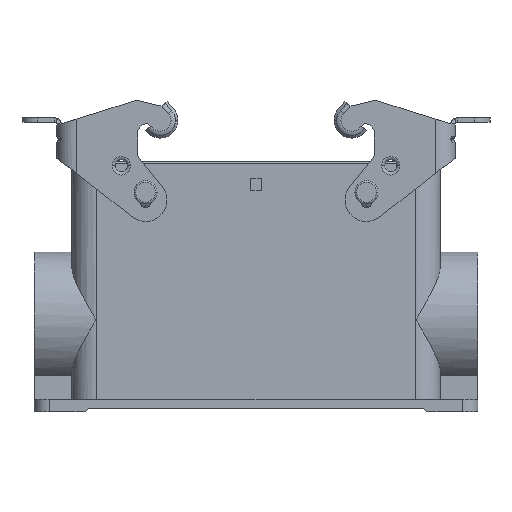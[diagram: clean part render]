
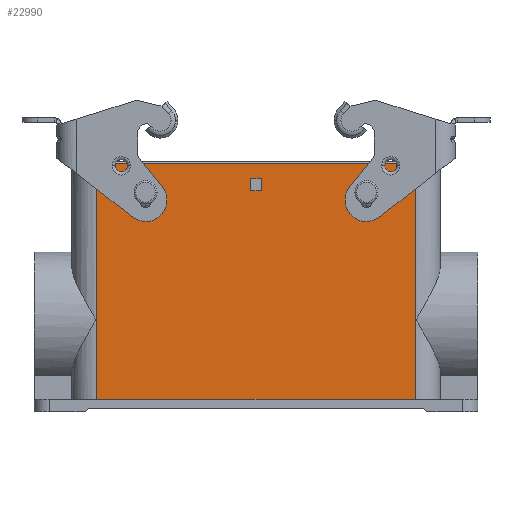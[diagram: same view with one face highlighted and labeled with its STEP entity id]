
A CAD part, front view. The second image highlights one B-rep face of the part: STEP entity #22990.
In plain terms, the highlighted planar face has unit normal (0, -1, 0).
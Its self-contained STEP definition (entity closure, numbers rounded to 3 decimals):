
#218 = AXIS2_PLACEMENT_3D ( 'NONE', #25931, #12962, #7908 ) ;
#436 = CARTESIAN_POINT ( 'NONE',  ( -52., -22., 4. ) ) ;
#475 = FACE_BOUND ( 'NONE', #29621, .T. ) ;
#604 = CARTESIAN_POINT ( 'NONE',  ( 1.75, -22., 76. ) ) ;
#998 = EDGE_CURVE ( 'NONE', #8259, #16394, #14821, .T. ) ;
#1816 = CARTESIAN_POINT ( 'NONE',  ( 34.25, -22., 71.5 ) ) ;
#2203 = ORIENTED_EDGE ( 'NONE', *, *, #30984, .F. ) ;
#2492 = EDGE_LOOP ( 'NONE', ( #6032, #14513 ) ) ;
#3588 = LINE ( 'NONE', #22108, #32973 ) ;
#3638 = VERTEX_POINT ( 'NONE', #29563 ) ;
#3777 = PLANE ( 'NONE',  #6650 ) ;
#4249 = ORIENTED_EDGE ( 'NONE', *, *, #31840, .T. ) ;
#4921 = VECTOR ( 'NONE', #12201, 1000. ) ;
#5202 = EDGE_CURVE ( 'NONE', #16394, #27634, #3588, .T. ) ;
#5665 = EDGE_CURVE ( 'NONE', #5898, #30925, #6493, .T. ) ;
#5898 = VERTEX_POINT ( 'NONE', #12932 ) ;
#6032 = ORIENTED_EDGE ( 'NONE', *, *, #16203, .T. ) ;
#6493 = LINE ( 'NONE', #9140, #8824 ) ;
#6650 = AXIS2_PLACEMENT_3D ( 'NONE', #33019, #24419, #11483 ) ;
#7100 = ORIENTED_EDGE ( 'NONE', *, *, #5665, .T. ) ;
#7603 = CARTESIAN_POINT ( 'NONE',  ( 37.75, -22., 71.5 ) ) ;
#7908 = DIRECTION ( 'NONE',  ( 0., 0., 1. ) ) ;
#7959 = EDGE_LOOP ( 'NONE', ( #20511, #32116 ) ) ;
#8259 = VERTEX_POINT ( 'NONE', #21077 ) ;
#8679 = EDGE_LOOP ( 'NONE', ( #2203, #15293, #20990, #22112 ) ) ;
#8720 = ORIENTED_EDGE ( 'NONE', *, *, #24283, .T. ) ;
#8824 = VECTOR ( 'NONE', #9308, 1000. ) ;
#8825 = VERTEX_POINT ( 'NONE', #15217 ) ;
#9008 = VERTEX_POINT ( 'NONE', #30262 ) ;
#9140 = CARTESIAN_POINT ( 'NONE',  ( -52., -22., 76. ) ) ;
#9308 = DIRECTION ( 'NONE',  ( 1., 0., 0. ) ) ;
#9505 = VERTEX_POINT ( 'NONE', #33517 ) ;
#9739 = CARTESIAN_POINT ( 'NONE',  ( 52., -22., 4. ) ) ;
#10913 = CARTESIAN_POINT ( 'NONE',  ( 52., -22., 81.5 ) ) ;
#11317 = FACE_OUTER_BOUND ( 'NONE', #8679, .T. ) ;
#11483 = DIRECTION ( 'NONE',  ( -1., 0., 0. ) ) ;
#11642 = FACE_BOUND ( 'NONE', #2492, .T. ) ;
#11860 = CARTESIAN_POINT ( 'NONE',  ( -52., -22., 81. ) ) ;
#11920 = LINE ( 'NONE', #16802, #31340 ) ;
#12148 = DIRECTION ( 'NONE',  ( 0., -1., 0. ) ) ;
#12201 = DIRECTION ( 'NONE',  ( -1., 0., 0. ) ) ;
#12375 = EDGE_CURVE ( 'NONE', #9008, #9505, #30511, .T. ) ;
#12846 = LINE ( 'NONE', #23528, #24160 ) ;
#12932 = CARTESIAN_POINT ( 'NONE',  ( -1.75, -22., 76. ) ) ;
#12962 = DIRECTION ( 'NONE',  ( 0., 1., 0. ) ) ;
#13482 = DIRECTION ( 'NONE',  ( 0., 0., 1. ) ) ;
#13609 = EDGE_CURVE ( 'NONE', #3638, #8825, #30852, .T. ) ;
#13915 = AXIS2_PLACEMENT_3D ( 'NONE', #20516, #12148, #22810 ) ;
#13961 = CARTESIAN_POINT ( 'NONE',  ( 36., -22., 71.5 ) ) ;
#14184 = CARTESIAN_POINT ( 'NONE',  ( -52., -22., 81. ) ) ;
#14513 = ORIENTED_EDGE ( 'NONE', *, *, #28140, .T. ) ;
#14821 = LINE ( 'NONE', #11860, #4921 ) ;
#15062 = VECTOR ( 'NONE', #22442, 1000. ) ;
#15217 = CARTESIAN_POINT ( 'NONE',  ( -34.25, -22., 71.5 ) ) ;
#15293 = ORIENTED_EDGE ( 'NONE', *, *, #998, .T. ) ;
#15466 = ORIENTED_EDGE ( 'NONE', *, *, #12375, .F. ) ;
#15702 = AXIS2_PLACEMENT_3D ( 'NONE', #21534, #23987, #13482 ) ;
#16203 = EDGE_CURVE ( 'NONE', #22189, #33373, #34280, .T. ) ;
#16363 = FACE_BOUND ( 'NONE', #7959, .T. ) ;
#16394 = VERTEX_POINT ( 'NONE', #14184 ) ;
#16489 = LINE ( 'NONE', #10913, #22987 ) ;
#16802 = CARTESIAN_POINT ( 'NONE',  ( 1.75, -22., 4. ) ) ;
#17954 = CARTESIAN_POINT ( 'NONE',  ( -1.75, -22., 4. ) ) ;
#18258 = EDGE_CURVE ( 'NONE', #28449, #27634, #12846, .T. ) ;
#19599 = DIRECTION ( 'NONE',  ( 0., 0., -1. ) ) ;
#20511 = ORIENTED_EDGE ( 'NONE', *, *, #13609, .F. ) ;
#20516 = CARTESIAN_POINT ( 'NONE',  ( -36., -22., 71.5 ) ) ;
#20990 = ORIENTED_EDGE ( 'NONE', *, *, #5202, .T. ) ;
#21077 = CARTESIAN_POINT ( 'NONE',  ( 52., -22., 81. ) ) ;
#21534 = CARTESIAN_POINT ( 'NONE',  ( -36., -22., 71.5 ) ) ;
#22108 = CARTESIAN_POINT ( 'NONE',  ( -52., -22., 81.5 ) ) ;
#22112 = ORIENTED_EDGE ( 'NONE', *, *, #18258, .F. ) ;
#22189 = VERTEX_POINT ( 'NONE', #7603 ) ;
#22442 = DIRECTION ( 'NONE',  ( 1., 0., 0. ) ) ;
#22459 = DIRECTION ( 'NONE',  ( 0., 0., -1. ) ) ;
#22810 = DIRECTION ( 'NONE',  ( 0., 0., 1. ) ) ;
#22987 = VECTOR ( 'NONE', #29627, 1000. ) ;
#22990 = ADVANCED_FACE ( 'NONE', ( #475, #11317, #16363, #11642 ), #3777, .F. ) ;
#23528 = CARTESIAN_POINT ( 'NONE',  ( 813., -22., 4. ) ) ;
#23987 = DIRECTION ( 'NONE',  ( 0., -1., 0. ) ) ;
#24160 = VECTOR ( 'NONE', #28963, 1000. ) ;
#24283 = EDGE_CURVE ( 'NONE', #30925, #9505, #11920, .T. ) ;
#24419 = DIRECTION ( 'NONE',  ( 0., 1., 0. ) ) ;
#24827 = DIRECTION ( 'NONE',  ( 0., 0., 1. ) ) ;
#25097 = CIRCLE ( 'NONE', #13915, 1.75 ) ;
#25168 = DIRECTION ( 'NONE',  ( 0., 1., 0. ) ) ;
#25173 = CIRCLE ( 'NONE', #30785, 1.75 ) ;
#25248 = CARTESIAN_POINT ( 'NONE',  ( 813., -22., 72. ) ) ;
#25931 = CARTESIAN_POINT ( 'NONE',  ( 36., -22., 71.5 ) ) ;
#26061 = EDGE_CURVE ( 'NONE', #8825, #3638, #25097, .T. ) ;
#27634 = VERTEX_POINT ( 'NONE', #436 ) ;
#28053 = VECTOR ( 'NONE', #28656, 1000. ) ;
#28140 = EDGE_CURVE ( 'NONE', #33373, #22189, #25173, .T. ) ;
#28449 = VERTEX_POINT ( 'NONE', #9739 ) ;
#28656 = DIRECTION ( 'NONE',  ( 0., 0., 1. ) ) ;
#28963 = DIRECTION ( 'NONE',  ( -1., 0., 0. ) ) ;
#29563 = CARTESIAN_POINT ( 'NONE',  ( -37.75, -22., 71.5 ) ) ;
#29621 = EDGE_LOOP ( 'NONE', ( #4249, #7100, #8720, #15466 ) ) ;
#29627 = DIRECTION ( 'NONE',  ( 0., 0., -1. ) ) ;
#30262 = CARTESIAN_POINT ( 'NONE',  ( -1.75, -22., 72. ) ) ;
#30511 = LINE ( 'NONE', #25248, #15062 ) ;
#30785 = AXIS2_PLACEMENT_3D ( 'NONE', #13961, #25168, #24827 ) ;
#30852 = CIRCLE ( 'NONE', #15702, 1.75 ) ;
#30925 = VERTEX_POINT ( 'NONE', #604 ) ;
#30984 = EDGE_CURVE ( 'NONE', #8259, #28449, #16489, .T. ) ;
#31340 = VECTOR ( 'NONE', #19599, 1000. ) ;
#31840 = EDGE_CURVE ( 'NONE', #9008, #5898, #33583, .T. ) ;
#32116 = ORIENTED_EDGE ( 'NONE', *, *, #26061, .F. ) ;
#32973 = VECTOR ( 'NONE', #22459, 1000. ) ;
#33019 = CARTESIAN_POINT ( 'NONE',  ( -52., -22., 81.5 ) ) ;
#33373 = VERTEX_POINT ( 'NONE', #1816 ) ;
#33517 = CARTESIAN_POINT ( 'NONE',  ( 1.75, -22., 72. ) ) ;
#33583 = LINE ( 'NONE', #17954, #28053 ) ;
#34280 = CIRCLE ( 'NONE', #218, 1.75 ) ;
